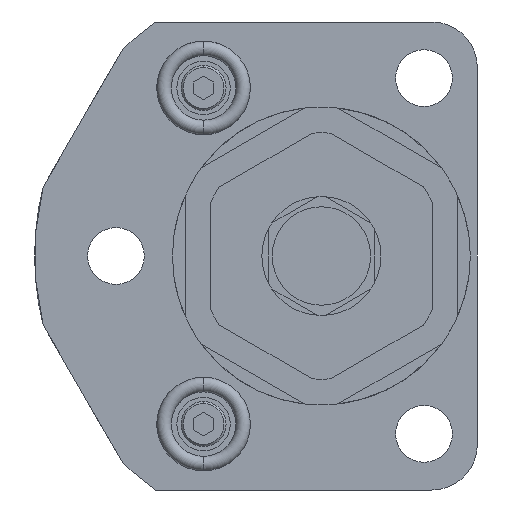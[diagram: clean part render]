
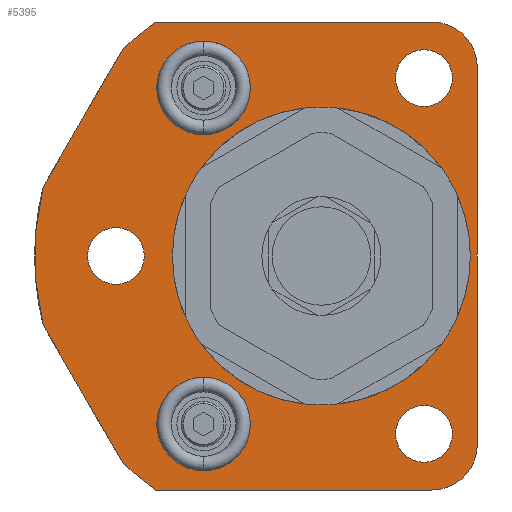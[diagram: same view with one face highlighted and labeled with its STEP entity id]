
A CAD part, front view. The second image highlights one B-rep face of the part: STEP entity #5395.
In plain terms, the highlighted planar face has unit normal (0, -1, 0).
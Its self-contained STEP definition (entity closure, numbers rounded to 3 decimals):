
#1033=CARTESIAN_POINT('',(0.,0.,0.));
#1034=DIRECTION('',(0.,-1.,0.));
#1035=DIRECTION('',(-0.971,0.,0.24));
#1036=AXIS2_PLACEMENT_3D('',#1033,#1034,#1035);
#1041=CARTESIAN_POINT('',(0.,0.,0.));
#1042=DIRECTION('',(0.,-1.,0.));
#1043=DIRECTION('',(-0.693,0.,-0.721));
#1044=AXIS2_PLACEMENT_3D('',#1041,#1042,#1043);
#1049=CARTESIAN_POINT('',(0.,0.,0.));
#1050=DIRECTION('',(0.,-1.,0.));
#1051=DIRECTION('',(-0.578,0.,0.816));
#1052=AXIS2_PLACEMENT_3D('',#1049,#1050,#1051);
#1171=CARTESIAN_POINT('',(0.,0.,0.));
#1172=DIRECTION('',(0.,-1.,0.));
#1173=DIRECTION('',(1.,0.,0.));
#1174=AXIS2_PLACEMENT_3D('',#1171,#1172,#1173);
#1179=CARTESIAN_POINT('',(0.,0.,0.));
#1180=DIRECTION('',(0.,1.,0.));
#1181=DIRECTION('',(1.,0.,0.));
#1182=AXIS2_PLACEMENT_3D('',#1179,#1180,#1181);
#1187=CARTESIAN_POINT('',(13.436,0.,-22.936));
#1188=DIRECTION('',(0.,-1.,0.));
#1189=DIRECTION('',(0.,0.,-1.));
#1190=AXIS2_PLACEMENT_3D('',#1187,#1188,#1189);
#1195=DIRECTION('',(-1.,0.,0.));
#1196=VECTOR('',#1195,33.624);
#1197=CARTESIAN_POINT('',(13.436,0.,-28.499));
#1198=LINE('',#1197,#1196);
#1202=DIRECTION('',(0.5,0.,-0.866));
#1203=VECTOR('',#1202,19.386);
#1204=CARTESIAN_POINT('',(-33.904,0.,-8.382));
#1205=LINE('',#1204,#1203);
#1209=DIRECTION('',(0.5,0.,0.866));
#1210=VECTOR('',#1209,19.386);
#1211=CARTESIAN_POINT('',(-33.904,0.,8.382));
#1212=LINE('',#1211,#1210);
#1216=DIRECTION('',(1.,0.,0.));
#1217=VECTOR('',#1216,33.624);
#1218=CARTESIAN_POINT('',(-20.188,0.,28.499));
#1219=LINE('',#1218,#1217);
#1223=CARTESIAN_POINT('',(13.436,0.,22.936));
#1224=DIRECTION('',(0.,-1.,0.));
#1225=DIRECTION('',(1.,0.,0.));
#1226=AXIS2_PLACEMENT_3D('',#1223,#1224,#1225);
#1231=DIRECTION('',(0.,0.,1.));
#1232=VECTOR('',#1231,45.872);
#1233=CARTESIAN_POINT('',(18.999,0.,-22.936));
#1234=LINE('',#1233,#1232);
#1238=CARTESIAN_POINT('',(12.497,0.,21.666));
#1239=DIRECTION('',(0.,-1.,0.));
#1240=DIRECTION('',(1.,0.,0.));
#1241=AXIS2_PLACEMENT_3D('',#1238,#1239,#1240);
#1246=CARTESIAN_POINT('',(12.497,0.,21.666));
#1247=DIRECTION('',(0.,-1.,0.));
#1248=DIRECTION('',(-1.,0.,0.));
#1249=AXIS2_PLACEMENT_3D('',#1246,#1247,#1248);
#1254=CARTESIAN_POINT('',(12.497,0.,-21.666));
#1255=DIRECTION('',(0.,-1.,0.));
#1256=DIRECTION('',(1.,0.,0.));
#1257=AXIS2_PLACEMENT_3D('',#1254,#1255,#1256);
#1262=CARTESIAN_POINT('',(12.497,0.,-21.666));
#1263=DIRECTION('',(0.,-1.,0.));
#1264=DIRECTION('',(-1.,0.,0.));
#1265=AXIS2_PLACEMENT_3D('',#1262,#1263,#1264);
#1270=CARTESIAN_POINT('',(-25.019,0.,0.));
#1271=DIRECTION('',(0.,-1.,0.));
#1272=DIRECTION('',(1.,0.,0.));
#1273=AXIS2_PLACEMENT_3D('',#1270,#1271,#1272);
#1278=CARTESIAN_POINT('',(-25.019,0.,0.));
#1279=DIRECTION('',(0.,-1.,0.));
#1280=DIRECTION('',(-1.,0.,0.));
#1281=AXIS2_PLACEMENT_3D('',#1278,#1279,#1280);
#1286=CARTESIAN_POINT('',(-14.351,0.,-20.472));
#1287=DIRECTION('',(0.,1.,0.));
#1288=DIRECTION('',(-1.,0.,0.));
#1289=AXIS2_PLACEMENT_3D('',#1286,#1287,#1288);
#1294=CARTESIAN_POINT('',(-14.351,0.,-20.472));
#1295=DIRECTION('',(0.,1.,0.));
#1296=DIRECTION('',(1.,0.,0.));
#1297=AXIS2_PLACEMENT_3D('',#1294,#1295,#1296);
#1302=CARTESIAN_POINT('',(-14.351,0.,20.473));
#1303=DIRECTION('',(0.,1.,0.));
#1304=DIRECTION('',(-1.,0.,0.));
#1305=AXIS2_PLACEMENT_3D('',#1302,#1303,#1304);
#1310=CARTESIAN_POINT('',(-14.351,0.,20.473));
#1311=DIRECTION('',(0.,1.,0.));
#1312=DIRECTION('',(1.,0.,0.));
#1313=AXIS2_PLACEMENT_3D('',#1310,#1311,#1312);
#3842=CARTESIAN_POINT('',(18.136,0.,0.));
#3843=CARTESIAN_POINT('',(-18.136,0.,0.));
#3844=VERTEX_POINT('',#3842);
#3845=VERTEX_POINT('',#3843);
#3846=CARTESIAN_POINT('',(-33.904,0.,-8.382));
#3847=CARTESIAN_POINT('',(-24.211,0.,-25.171));
#3848=VERTEX_POINT('',#3846);
#3849=VERTEX_POINT('',#3847);
#3850=CARTESIAN_POINT('',(-33.904,0.,8.382));
#3851=CARTESIAN_POINT('',(-24.211,0.,25.171));
#3852=VERTEX_POINT('',#3850);
#3853=VERTEX_POINT('',#3851);
#3854=CARTESIAN_POINT('',(-20.188,0.,28.499));
#3855=VERTEX_POINT('',#3854);
#3856=CARTESIAN_POINT('',(-20.188,0.,-28.499));
#3857=VERTEX_POINT('',#3856);
#3858=CARTESIAN_POINT('',(15.952,0.,21.666));
#3859=CARTESIAN_POINT('',(9.043,0.,21.666));
#3860=VERTEX_POINT('',#3858);
#3861=VERTEX_POINT('',#3859);
#3970=CARTESIAN_POINT('',(-20.054,0.,-20.472));
#3971=CARTESIAN_POINT('',(-8.649,0.,-20.472));
#3972=VERTEX_POINT('',#3970);
#3973=VERTEX_POINT('',#3971);
#3986=CARTESIAN_POINT('',(-20.054,0.,20.473));
#3987=CARTESIAN_POINT('',(-8.649,0.,20.473));
#3988=VERTEX_POINT('',#3986);
#3989=VERTEX_POINT('',#3987);
#4012=CARTESIAN_POINT('',(15.951,0.,-21.666));
#4013=CARTESIAN_POINT('',(9.042,0.,-21.666));
#4014=VERTEX_POINT('',#4012);
#4015=VERTEX_POINT('',#4013);
#4016=CARTESIAN_POINT('',(-21.565,0.,0.));
#4017=CARTESIAN_POINT('',(-28.474,0.,0.));
#4018=VERTEX_POINT('',#4016);
#4019=VERTEX_POINT('',#4017);
#4050=CARTESIAN_POINT('',(13.436,0.,-28.499));
#4051=CARTESIAN_POINT('',(18.999,0.,-22.936));
#4052=VERTEX_POINT('',#4050);
#4053=VERTEX_POINT('',#4051);
#4054=CARTESIAN_POINT('',(18.999,0.,22.936));
#4055=CARTESIAN_POINT('',(13.436,0.,28.499));
#4056=VERTEX_POINT('',#4054);
#4057=VERTEX_POINT('',#4055);
#5336=CARTESIAN_POINT('',(0.,0.,0.));
#5337=DIRECTION('',(0.,-1.,0.));
#5338=DIRECTION('',(-1.,0.,0.));
#5339=AXIS2_PLACEMENT_3D('',#5336,#5337,#5338);
#5340=PLANE('',#5339);
#5342=ORIENTED_EDGE('',*,*,#5341,.F.);
#5344=ORIENTED_EDGE('',*,*,#5343,.T.);
#5345=ORIENTED_EDGE('',*,*,#5266,.F.);
#5347=ORIENTED_EDGE('',*,*,#5346,.F.);
#5348=ORIENTED_EDGE('',*,*,#5251,.F.);
#5349=ORIENTED_EDGE('',*,*,#5324,.T.);
#5350=ORIENTED_EDGE('',*,*,#5282,.F.);
#5352=ORIENTED_EDGE('',*,*,#5351,.T.);
#5354=ORIENTED_EDGE('',*,*,#5353,.F.);
#5356=ORIENTED_EDGE('',*,*,#5355,.F.);
#5357=EDGE_LOOP('',(#5342,#5344,#5345,#5347,#5348,#5349,#5350,#5352,#5354,
#5356));
#5358=FACE_OUTER_BOUND('',#5357,.F.);
#5360=ORIENTED_EDGE('',*,*,#5359,.T.);
#5362=ORIENTED_EDGE('',*,*,#5361,.F.);
#5363=EDGE_LOOP('',(#5360,#5362));
#5364=FACE_BOUND('',#5363,.F.);
#5366=ORIENTED_EDGE('',*,*,#5365,.T.);
#5368=ORIENTED_EDGE('',*,*,#5367,.T.);
#5369=EDGE_LOOP('',(#5366,#5368));
#5370=FACE_BOUND('',#5369,.F.);
#5372=ORIENTED_EDGE('',*,*,#5371,.T.);
#5374=ORIENTED_EDGE('',*,*,#5373,.T.);
#5375=EDGE_LOOP('',(#5372,#5374));
#5376=FACE_BOUND('',#5375,.F.);
#5378=ORIENTED_EDGE('',*,*,#5377,.T.);
#5380=ORIENTED_EDGE('',*,*,#5379,.T.);
#5381=EDGE_LOOP('',(#5378,#5380));
#5382=FACE_BOUND('',#5381,.F.);
#5384=ORIENTED_EDGE('',*,*,#5383,.F.);
#5386=ORIENTED_EDGE('',*,*,#5385,.F.);
#5387=EDGE_LOOP('',(#5384,#5386));
#5388=FACE_BOUND('',#5387,.F.);
#5390=ORIENTED_EDGE('',*,*,#5389,.F.);
#5392=ORIENTED_EDGE('',*,*,#5391,.F.);
#5393=EDGE_LOOP('',(#5390,#5392));
#5394=FACE_BOUND('',#5393,.F.);
#1037=CIRCLE('',#1036,34.925);
#1045=CIRCLE('',#1044,34.925);
#1053=CIRCLE('',#1052,34.925);
#1175=CIRCLE('',#1174,18.136);
#1183=CIRCLE('',#1182,18.136);
#1191=CIRCLE('',#1190,5.563);
#1227=CIRCLE('',#1226,5.563);
#1242=CIRCLE('',#1241,3.455);
#1250=CIRCLE('',#1249,3.455);
#1258=CIRCLE('',#1257,3.455);
#1266=CIRCLE('',#1265,3.455);
#1274=CIRCLE('',#1273,3.455);
#1282=CIRCLE('',#1281,3.455);
#1290=CIRCLE('',#1289,5.703);
#1298=CIRCLE('',#1297,5.703);
#1306=CIRCLE('',#1305,5.703);
#1314=CIRCLE('',#1313,5.703);
#5251=EDGE_CURVE('',#3852,#3848,#1037,.T.);
#5266=EDGE_CURVE('',#3849,#3857,#1045,.T.);
#5282=EDGE_CURVE('',#3855,#3853,#1053,.T.);
#5324=EDGE_CURVE('',#3852,#3853,#1212,.T.);
#5341=EDGE_CURVE('',#4052,#4053,#1191,.T.);
#5343=EDGE_CURVE('',#4052,#3857,#1198,.T.);
#5346=EDGE_CURVE('',#3848,#3849,#1205,.T.);
#5351=EDGE_CURVE('',#3855,#4057,#1219,.T.);
#5353=EDGE_CURVE('',#4056,#4057,#1227,.T.);
#5355=EDGE_CURVE('',#4053,#4056,#1234,.T.);
#5359=EDGE_CURVE('',#3844,#3845,#1175,.T.);
#5361=EDGE_CURVE('',#3844,#3845,#1183,.T.);
#5365=EDGE_CURVE('',#3860,#3861,#1242,.T.);
#5367=EDGE_CURVE('',#3861,#3860,#1250,.T.);
#5371=EDGE_CURVE('',#4014,#4015,#1258,.T.);
#5373=EDGE_CURVE('',#4015,#4014,#1266,.T.);
#5377=EDGE_CURVE('',#4018,#4019,#1274,.T.);
#5379=EDGE_CURVE('',#4019,#4018,#1282,.T.);
#5383=EDGE_CURVE('',#3972,#3973,#1290,.T.);
#5385=EDGE_CURVE('',#3973,#3972,#1298,.T.);
#5389=EDGE_CURVE('',#3988,#3989,#1306,.T.);
#5391=EDGE_CURVE('',#3989,#3988,#1314,.T.);
#5395=ADVANCED_FACE('',(#5358,#5364,#5370,#5376,#5382,#5388,#5394),#5340,.T.);
